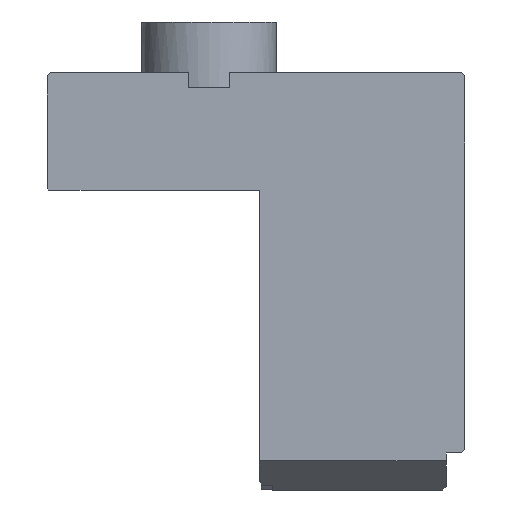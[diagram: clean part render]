
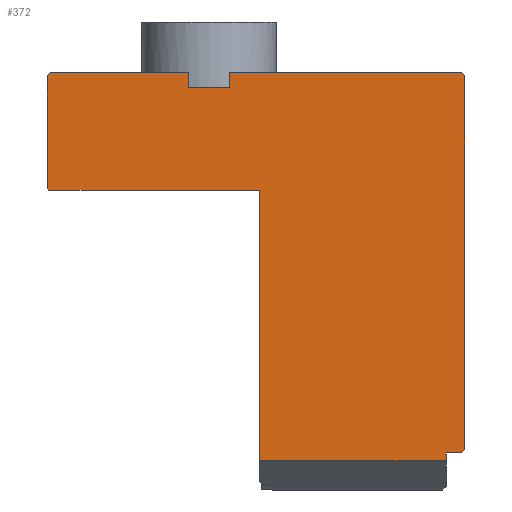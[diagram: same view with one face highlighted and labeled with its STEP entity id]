
A CAD part, front view. The second image highlights one B-rep face of the part: STEP entity #372.
In plain terms, the highlighted planar face has unit normal (0, -1, 0).
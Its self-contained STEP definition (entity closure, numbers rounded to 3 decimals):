
#51=FACE_OUTER_BOUND('',#499,.T.);
#100=LINE('',#1615,#233);
#114=LINE('',#1674,#247);
#117=LINE('',#1680,#250);
#118=LINE('',#1682,#251);
#119=LINE('',#1684,#252);
#120=LINE('',#1685,#253);
#121=LINE('',#1687,#254);
#122=LINE('',#1689,#255);
#123=LINE('',#1691,#256);
#124=LINE('',#1693,#257);
#125=LINE('',#1695,#258);
#126=LINE('',#1697,#259);
#127=LINE('',#1699,#260);
#128=LINE('',#1701,#261);
#129=LINE('',#1703,#262);
#130=LINE('',#1705,#263);
#233=VECTOR('',#1305,1.);
#247=VECTOR('',#1359,1.);
#250=VECTOR('',#1364,1.);
#251=VECTOR('',#1367,1.);
#252=VECTOR('',#1368,1.);
#253=VECTOR('',#1369,1.);
#254=VECTOR('',#1370,1.);
#255=VECTOR('',#1371,1.);
#256=VECTOR('',#1372,1.);
#257=VECTOR('',#1373,1.);
#258=VECTOR('',#1374,1.);
#259=VECTOR('',#1375,1.);
#260=VECTOR('',#1376,1.);
#261=VECTOR('',#1377,1.);
#262=VECTOR('',#1378,1.);
#263=VECTOR('',#1379,1.);
#372=ADVANCED_FACE('',(#51),#429,.F.);
#429=PLANE('',#1225);
#499=EDGE_LOOP('',(#606,#607,#608,#609,#610,#611,#612,#613,#614,#615,#616,
#617,#618,#619,#620,#621));
#606=ORIENTED_EDGE('',*,*,#1017,.F.);
#607=ORIENTED_EDGE('',*,*,#1020,.T.);
#608=ORIENTED_EDGE('',*,*,#1021,.F.);
#609=ORIENTED_EDGE('',*,*,#1022,.F.);
#610=ORIENTED_EDGE('',*,*,#988,.F.);
#611=ORIENTED_EDGE('',*,*,#1023,.F.);
#612=ORIENTED_EDGE('',*,*,#1024,.F.);
#613=ORIENTED_EDGE('',*,*,#1025,.F.);
#614=ORIENTED_EDGE('',*,*,#1026,.T.);
#615=ORIENTED_EDGE('',*,*,#1027,.F.);
#616=ORIENTED_EDGE('',*,*,#1028,.F.);
#617=ORIENTED_EDGE('',*,*,#1029,.F.);
#618=ORIENTED_EDGE('',*,*,#1030,.F.);
#619=ORIENTED_EDGE('',*,*,#1031,.F.);
#620=ORIENTED_EDGE('',*,*,#1032,.F.);
#621=ORIENTED_EDGE('',*,*,#1033,.F.);
#881=VERTEX_POINT('',#1614);
#882=VERTEX_POINT('',#1616);
#906=VERTEX_POINT('',#1673);
#907=VERTEX_POINT('',#1675);
#908=VERTEX_POINT('',#1679);
#909=VERTEX_POINT('',#1683);
#910=VERTEX_POINT('',#1686);
#911=VERTEX_POINT('',#1688);
#912=VERTEX_POINT('',#1690);
#913=VERTEX_POINT('',#1692);
#914=VERTEX_POINT('',#1694);
#915=VERTEX_POINT('',#1696);
#916=VERTEX_POINT('',#1698);
#917=VERTEX_POINT('',#1700);
#918=VERTEX_POINT('',#1702);
#919=VERTEX_POINT('',#1704);
#988=EDGE_CURVE('',#881,#882,#100,.T.);
#1017=EDGE_CURVE('',#906,#907,#114,.T.);
#1020=EDGE_CURVE('',#906,#908,#117,.T.);
#1021=EDGE_CURVE('',#909,#908,#118,.T.);
#1022=EDGE_CURVE('',#882,#909,#119,.T.);
#1023=EDGE_CURVE('',#910,#881,#120,.T.);
#1024=EDGE_CURVE('',#911,#910,#121,.T.);
#1025=EDGE_CURVE('',#912,#911,#122,.T.);
#1026=EDGE_CURVE('',#912,#913,#123,.T.);
#1027=EDGE_CURVE('',#914,#913,#124,.T.);
#1028=EDGE_CURVE('',#915,#914,#125,.T.);
#1029=EDGE_CURVE('',#916,#915,#126,.T.);
#1030=EDGE_CURVE('',#917,#916,#127,.T.);
#1031=EDGE_CURVE('',#918,#917,#128,.T.);
#1032=EDGE_CURVE('',#919,#918,#129,.T.);
#1033=EDGE_CURVE('',#907,#919,#130,.T.);
#1225=AXIS2_PLACEMENT_3D('',#1706,#1380,#1381);
#1305=DIRECTION('',(0.,0.,1.));
#1359=DIRECTION('',(1.,0.,0.));
#1364=DIRECTION('',(0.,0.,1.));
#1367=DIRECTION('',(1.,0.,0.));
#1368=DIRECTION('',(0.707,0.,0.707));
#1369=DIRECTION('',(-0.707,0.,0.707));
#1370=DIRECTION('',(-1.,0.,0.));
#1371=DIRECTION('',(0.,0.,1.));
#1372=DIRECTION('',(1.,0.,0.));
#1373=DIRECTION('',(0.,0.,-1.));
#1374=DIRECTION('',(-1.,0.,0.));
#1375=DIRECTION('',(-0.707,0.,-0.707));
#1376=DIRECTION('',(0.,0.,-1.));
#1377=DIRECTION('',(0.707,0.,-0.707));
#1378=DIRECTION('',(1.,0.,0.));
#1379=DIRECTION('',(0.,0.,1.));
#1380=DIRECTION('',(0.,1.,0.));
#1381=DIRECTION('',(0.,0.,1.));
#1614=CARTESIAN_POINT('',(-48.,-38.7,-34.5));
#1615=CARTESIAN_POINT('',(-48.,-38.7,-1.));
#1616=CARTESIAN_POINT('',(-48.,-38.7,-1.));
#1673=CARTESIAN_POINT('',(-6.,-38.7,-4.5));
#1674=CARTESIAN_POINT('',(-6.,-38.7,-4.5));
#1675=CARTESIAN_POINT('',(6.,-38.7,-4.5));
#1679=CARTESIAN_POINT('',(-6.,-38.7,0.));
#1680=CARTESIAN_POINT('',(-6.,-38.7,-4.5));
#1682=CARTESIAN_POINT('',(75.,-38.7,0.));
#1683=CARTESIAN_POINT('',(-47.,-38.7,0.));
#1684=CARTESIAN_POINT('',(-48.,-38.7,-1.));
#1685=CARTESIAN_POINT('',(-47.5,-38.7,-35.));
#1686=CARTESIAN_POINT('',(-47.5,-38.7,-35.));
#1687=CARTESIAN_POINT('',(15.,-38.7,-35.));
#1688=CARTESIAN_POINT('',(15.,-38.7,-35.));
#1689=CARTESIAN_POINT('',(15.,-38.7,-35.));
#1690=CARTESIAN_POINT('',(15.,-38.7,-115.34));
#1691=CARTESIAN_POINT('',(-48.,-38.7,-115.34));
#1692=CARTESIAN_POINT('',(70.5,-38.7,-115.34));
#1693=CARTESIAN_POINT('',(70.5,-38.7,-123.));
#1694=CARTESIAN_POINT('',(70.5,-38.7,-113.));
#1695=CARTESIAN_POINT('',(70.5,-38.7,-113.));
#1696=CARTESIAN_POINT('',(75.,-38.7,-113.));
#1697=CARTESIAN_POINT('',(76.,-38.7,-112.));
#1698=CARTESIAN_POINT('',(76.,-38.7,-112.));
#1699=CARTESIAN_POINT('',(76.,-38.7,-112.));
#1700=CARTESIAN_POINT('',(76.,-38.7,-1.));
#1701=CARTESIAN_POINT('',(76.,-38.7,-1.));
#1702=CARTESIAN_POINT('',(75.,-38.7,0.));
#1703=CARTESIAN_POINT('',(75.,-38.7,0.));
#1704=CARTESIAN_POINT('',(6.,-38.7,0.));
#1705=CARTESIAN_POINT('',(6.,-38.7,-4.5));
#1706=CARTESIAN_POINT('',(-48.,-38.7,0.));
